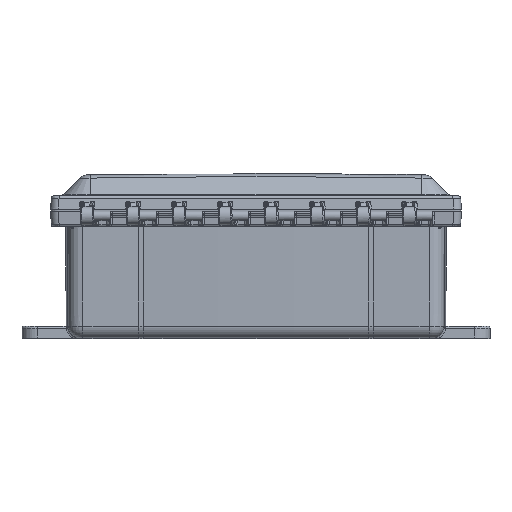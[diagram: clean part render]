
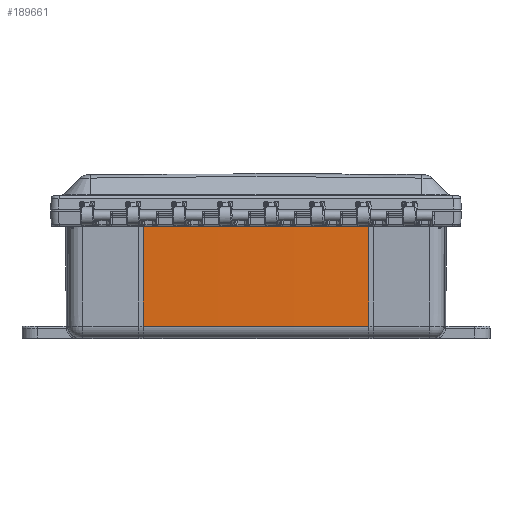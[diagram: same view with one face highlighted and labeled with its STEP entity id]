
A CAD part, top view. The second image highlights one B-rep face of the part: STEP entity #189661.
In plain terms, the highlighted conical face has half-angle 0.25 degrees and reference radius 2858.07 mm.
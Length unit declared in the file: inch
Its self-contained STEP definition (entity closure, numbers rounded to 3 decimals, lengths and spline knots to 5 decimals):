
#484 = CARTESIAN_POINT ( 'NONE',  ( -3.66885, -3.7517, 5.1263 ) ) ;
#555 = VECTOR ( 'NONE', #177560, 39.37008 ) ;
#2501 = ORIENTED_EDGE ( 'NONE', *, *, #182217, .F. ) ;
#2881 = VERTEX_POINT ( 'NONE', #484 ) ;
#8686 = ORIENTED_EDGE ( 'NONE', *, *, #217059, .T. ) ;
#15376 = EDGE_CURVE ( 'NONE', #48998, #2881, #169600, .T. ) ;
#21266 = VECTOR ( 'NONE', #152981, 39.37008 ) ;
#24933 = VERTEX_POINT ( 'NONE', #41038 ) ;
#34577 = ORIENTED_EDGE ( 'NONE', *, *, #15376, .T. ) ;
#36857 = CIRCLE ( 'NONE', #142468, 112.53036 ) ;
#41038 = CARTESIAN_POINT ( 'NONE',  ( 3.66936, -0.20472, 5.14177 ) ) ;
#43447 = EDGE_CURVE ( 'NONE', #185869, #2881, #74559, .T. ) ;
#48998 = VERTEX_POINT ( 'NONE', #106833 ) ;
#56681 = ORIENTED_EDGE ( 'NONE', *, *, #43447, .F. ) ;
#67638 = DIRECTION ( 'NONE',  ( 1., 0., 0. ) ) ;
#74559 = CIRCLE ( 'NONE', #120127, 112.51488 ) ;
#89738 = CARTESIAN_POINT ( 'NONE',  ( 0., -1.97821, -107.32875 ) ) ;
#99151 = EDGE_LOOP ( 'NONE', ( #56681, #2501, #8686, #34577 ) ) ;
#100462 = CONICAL_SURFACE ( 'NONE', #206388, 112.52262, 0.004 ) ;
#106833 = CARTESIAN_POINT ( 'NONE',  ( -3.66936, -0.20472, 5.14177 ) ) ;
#111618 = CARTESIAN_POINT ( 'NONE',  ( 0., -0.20472, -107.32875 ) ) ;
#112498 = CARTESIAN_POINT ( 'NONE',  ( 0., -3.7517, -107.32875 ) ) ;
#120127 = AXIS2_PLACEMENT_3D ( 'NONE', #112498, #197572, #128006 ) ;
#127130 = DIRECTION ( 'NONE',  ( 0., -1., 0. ) ) ;
#128006 = DIRECTION ( 'NONE',  ( 0.033, 0., 0.999 ) ) ;
#137342 = DIRECTION ( 'NONE',  ( 0., 1., 0. ) ) ;
#142162 = CARTESIAN_POINT ( 'NONE',  ( 3.66936, -0.20472, 5.14177 ) ) ;
#142468 = AXIS2_PLACEMENT_3D ( 'NONE', #111618, #127130, #149135 ) ;
#143240 = LINE ( 'NONE', #142162, #555 ) ;
#149135 = DIRECTION ( 'NONE',  ( 0.033, 0., 0.999 ) ) ;
#152981 = DIRECTION ( 'NONE',  ( 0., -1., -0.004 ) ) ;
#169600 = LINE ( 'NONE', #205999, #21266 ) ;
#177560 = DIRECTION ( 'NONE',  ( 0., -1., -0.004 ) ) ;
#182217 = EDGE_CURVE ( 'NONE', #24933, #185869, #143240, .T. ) ;
#185869 = VERTEX_POINT ( 'NONE', #217447 ) ;
#189661 = ADVANCED_FACE ( 'NONE', ( #206948 ), #100462, .T. ) ;
#197572 = DIRECTION ( 'NONE',  ( 0., -1., 0. ) ) ;
#205999 = CARTESIAN_POINT ( 'NONE',  ( -3.66936, -0.20472, 5.14177 ) ) ;
#206388 = AXIS2_PLACEMENT_3D ( 'NONE', #89738, #137342, #67638 ) ;
#206948 = FACE_OUTER_BOUND ( 'NONE', #99151, .T. ) ;
#217059 = EDGE_CURVE ( 'NONE', #24933, #48998, #36857, .T. ) ;
#217447 = CARTESIAN_POINT ( 'NONE',  ( 3.66885, -3.7517, 5.1263 ) ) ;
